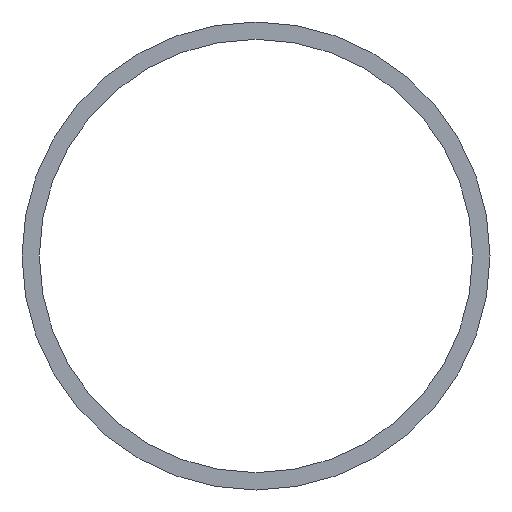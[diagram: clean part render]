
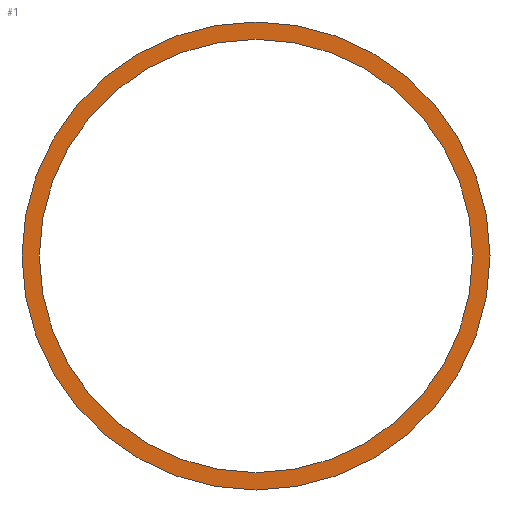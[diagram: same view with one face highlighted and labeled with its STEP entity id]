
A CAD part, front view. The second image highlights one B-rep face of the part: STEP entity #1.
In plain terms, the highlighted planar face has unit normal (0, -1, 0).
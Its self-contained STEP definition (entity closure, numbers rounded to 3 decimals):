
#1 = ADVANCED_FACE ( 'NONE', ( #86, #30 ), #179, .F. ) ;
#9 = ORIENTED_EDGE ( 'NONE', *, *, #189, .F. ) ;
#10 = CARTESIAN_POINT ( 'NONE',  ( 0., 0., 0. ) ) ;
#15 = ORIENTED_EDGE ( 'NONE', *, *, #21, .T. ) ;
#18 = DIRECTION ( 'NONE',  ( 0., 0., 1. ) ) ;
#21 = EDGE_CURVE ( 'NONE', #130, #168, #216, .T. ) ;
#22 = CARTESIAN_POINT ( 'NONE',  ( 0., 0., 0. ) ) ;
#28 = DIRECTION ( 'NONE',  ( 0., 0., 1. ) ) ;
#30 = FACE_BOUND ( 'NONE', #101, .T. ) ;
#35 = CIRCLE ( 'NONE', #166, 12.5 ) ;
#43 = ORIENTED_EDGE ( 'NONE', *, *, #146, .T. ) ;
#51 = VERTEX_POINT ( 'NONE', #147 ) ;
#68 = CARTESIAN_POINT ( 'NONE',  ( 0., 0., -12.5 ) ) ;
#84 = CARTESIAN_POINT ( 'NONE',  ( 0., 0., 0. ) ) ;
#86 = FACE_OUTER_BOUND ( 'NONE', #247, .T. ) ;
#91 = CARTESIAN_POINT ( 'NONE',  ( 0., 0., -13.5 ) ) ;
#101 = EDGE_LOOP ( 'NONE', ( #15, #43 ) ) ;
#111 = DIRECTION ( 'NONE',  ( 0., 1., 0. ) ) ;
#114 = DIRECTION ( 'NONE',  ( 0., 1., 0. ) ) ;
#119 = EDGE_CURVE ( 'NONE', #159, #51, #221, .T. ) ;
#126 = DIRECTION ( 'NONE',  ( 0., 0., 1. ) ) ;
#130 = VERTEX_POINT ( 'NONE', #68 ) ;
#135 = AXIS2_PLACEMENT_3D ( 'NONE', #193, #215, #18 ) ;
#146 = EDGE_CURVE ( 'NONE', #168, #130, #35, .T. ) ;
#147 = CARTESIAN_POINT ( 'NONE',  ( 0., 0., 13.5 ) ) ;
#148 = CARTESIAN_POINT ( 'NONE',  ( 0., 0., 12.5 ) ) ;
#149 = CIRCLE ( 'NONE', #237, 13.5 ) ;
#159 = VERTEX_POINT ( 'NONE', #91 ) ;
#166 = AXIS2_PLACEMENT_3D ( 'NONE', #196, #114, #126 ) ;
#168 = VERTEX_POINT ( 'NONE', #148 ) ;
#179 = PLANE ( 'NONE',  #217 ) ;
#189 = EDGE_CURVE ( 'NONE', #51, #159, #149, .T. ) ;
#193 = CARTESIAN_POINT ( 'NONE',  ( 0., 0., 0. ) ) ;
#196 = CARTESIAN_POINT ( 'NONE',  ( 0., 0., 0. ) ) ;
#205 = ORIENTED_EDGE ( 'NONE', *, *, #119, .F. ) ;
#209 = DIRECTION ( 'NONE',  ( 0., 0., 1. ) ) ;
#212 = AXIS2_PLACEMENT_3D ( 'NONE', #22, #111, #28 ) ;
#215 = DIRECTION ( 'NONE',  ( 0., 1., 0. ) ) ;
#216 = CIRCLE ( 'NONE', #135, 12.5 ) ;
#217 = AXIS2_PLACEMENT_3D ( 'NONE', #84, #235, #218 ) ;
#218 = DIRECTION ( 'NONE',  ( 0., 0., 1. ) ) ;
#221 = CIRCLE ( 'NONE', #212, 13.5 ) ;
#235 = DIRECTION ( 'NONE',  ( 0., 1., 0. ) ) ;
#237 = AXIS2_PLACEMENT_3D ( 'NONE', #10, #241, #209 ) ;
#241 = DIRECTION ( 'NONE',  ( 0., 1., 0. ) ) ;
#247 = EDGE_LOOP ( 'NONE', ( #205, #9 ) ) ;
